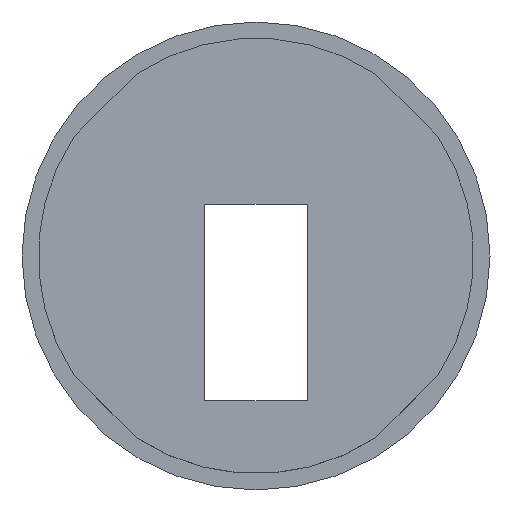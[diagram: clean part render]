
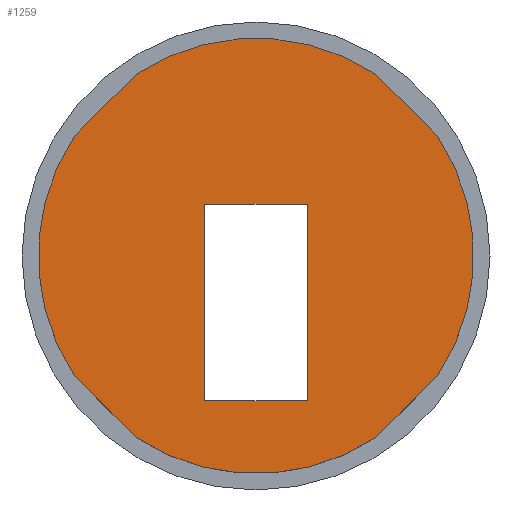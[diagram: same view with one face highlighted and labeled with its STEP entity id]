
A CAD part, top view. The second image highlights one B-rep face of the part: STEP entity #1259.
In plain terms, the highlighted planar face has unit normal (0, 0, 1).
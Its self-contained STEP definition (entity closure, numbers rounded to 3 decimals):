
#54=FACE_BOUND('',#251,.T.);
#107=PLANE('',#1395);
#168=FACE_OUTER_BOUND('',#250,.T.);
#250=EDGE_LOOP('',(#1017,#1018,#1019,#1020,#1021,#1022,#1023,#1024));
#251=EDGE_LOOP('',(#1025,#1026,#1027,#1028));
#320=LINE('',#2037,#421);
#334=LINE('',#2095,#435);
#338=LINE('',#2104,#439);
#342=LINE('',#2116,#443);
#346=LINE('',#2128,#447);
#350=LINE('',#2140,#451);
#352=LINE('',#2146,#453);
#353=LINE('',#2147,#454);
#421=VECTOR('',#1579,10.);
#435=VECTOR('',#1635,10.);
#439=VECTOR('',#1641,10.);
#443=VECTOR('',#1653,10.);
#447=VECTOR('',#1665,10.);
#451=VECTOR('',#1677,10.);
#453=VECTOR('',#1687,10.);
#454=VECTOR('',#1688,10.);
#528=CIRCLE('',#1382,46.5);
#530=CIRCLE('',#1386,46.5);
#532=CIRCLE('',#1390,46.5);
#534=CIRCLE('',#1394,46.5);
#601=VERTEX_POINT('',#2034);
#602=VERTEX_POINT('',#2036);
#616=VERTEX_POINT('',#2092);
#617=VERTEX_POINT('',#2094);
#620=VERTEX_POINT('',#2101);
#621=VERTEX_POINT('',#2103);
#623=VERTEX_POINT('',#2109);
#625=VERTEX_POINT('',#2115);
#627=VERTEX_POINT('',#2121);
#629=VERTEX_POINT('',#2127);
#631=VERTEX_POINT('',#2133);
#633=VERTEX_POINT('',#2139);
#728=EDGE_CURVE('',#602,#601,#320,.T.);
#752=EDGE_CURVE('',#617,#616,#334,.T.);
#756=EDGE_CURVE('',#621,#620,#338,.T.);
#759=EDGE_CURVE('',#623,#621,#528,.T.);
#762=EDGE_CURVE('',#625,#623,#342,.T.);
#765=EDGE_CURVE('',#627,#625,#530,.T.);
#768=EDGE_CURVE('',#629,#627,#346,.T.);
#771=EDGE_CURVE('',#631,#629,#532,.T.);
#774=EDGE_CURVE('',#633,#631,#350,.T.);
#777=EDGE_CURVE('',#620,#633,#534,.T.);
#778=EDGE_CURVE('',#601,#617,#352,.T.);
#779=EDGE_CURVE('',#616,#602,#353,.T.);
#1017=ORIENTED_EDGE('',*,*,#777,.T.);
#1018=ORIENTED_EDGE('',*,*,#774,.T.);
#1019=ORIENTED_EDGE('',*,*,#771,.T.);
#1020=ORIENTED_EDGE('',*,*,#768,.T.);
#1021=ORIENTED_EDGE('',*,*,#765,.T.);
#1022=ORIENTED_EDGE('',*,*,#762,.T.);
#1023=ORIENTED_EDGE('',*,*,#759,.T.);
#1024=ORIENTED_EDGE('',*,*,#756,.T.);
#1025=ORIENTED_EDGE('',*,*,#778,.T.);
#1026=ORIENTED_EDGE('',*,*,#752,.T.);
#1027=ORIENTED_EDGE('',*,*,#779,.T.);
#1028=ORIENTED_EDGE('',*,*,#728,.T.);
#1259=ADVANCED_FACE('',(#168,#54),#107,.T.);
#1382=AXIS2_PLACEMENT_3D('',#2110,#1647,#1648);
#1386=AXIS2_PLACEMENT_3D('',#2122,#1659,#1660);
#1390=AXIS2_PLACEMENT_3D('',#2134,#1671,#1672);
#1394=AXIS2_PLACEMENT_3D('',#2144,#1683,#1684);
#1395=AXIS2_PLACEMENT_3D('',#2145,#1685,#1686);
#1579=DIRECTION('',(-1.,0.,0.));
#1635=DIRECTION('',(1.,0.,0.));
#1641=DIRECTION('',(0.707,0.707,0.));
#1647=DIRECTION('center_axis',(0.,0.,1.));
#1648=DIRECTION('ref_axis',(1.,0.,0.));
#1653=DIRECTION('',(0.707,-0.707,0.));
#1659=DIRECTION('center_axis',(0.,0.,1.));
#1660=DIRECTION('ref_axis',(1.,0.,0.));
#1665=DIRECTION('',(-0.707,-0.707,0.));
#1671=DIRECTION('center_axis',(0.,0.,1.));
#1672=DIRECTION('ref_axis',(1.,0.,0.));
#1677=DIRECTION('',(-0.707,0.707,0.));
#1683=DIRECTION('center_axis',(0.,0.,1.));
#1684=DIRECTION('ref_axis',(1.,0.,0.));
#1685=DIRECTION('center_axis',(0.,0.,1.));
#1686=DIRECTION('ref_axis',(1.,0.,0.));
#1687=DIRECTION('',(0.,1.,0.));
#1688=DIRECTION('',(0.,-1.,0.));
#2034=CARTESIAN_POINT('',(-11.,-31.,46.));
#2036=CARTESIAN_POINT('',(11.,-31.,46.));
#2037=CARTESIAN_POINT('',(11.,-31.,46.));
#2092=CARTESIAN_POINT('',(11.,11.,46.));
#2094=CARTESIAN_POINT('',(-11.,11.,46.));
#2095=CARTESIAN_POINT('',(-11.,11.,46.));
#2101=CARTESIAN_POINT('',(38.956,-25.391,46.));
#2103=CARTESIAN_POINT('',(25.391,-38.956,46.));
#2104=CARTESIAN_POINT('',(25.391,-38.956,46.));
#2109=CARTESIAN_POINT('',(-25.391,-38.956,46.));
#2110=CARTESIAN_POINT('Origin',(0.,0.,46.));
#2115=CARTESIAN_POINT('',(-38.956,-25.391,46.));
#2116=CARTESIAN_POINT('',(-38.956,-25.391,46.));
#2121=CARTESIAN_POINT('',(-38.956,25.391,46.));
#2122=CARTESIAN_POINT('Origin',(0.,0.,46.));
#2127=CARTESIAN_POINT('',(-25.391,38.956,46.));
#2128=CARTESIAN_POINT('',(-25.391,38.956,46.));
#2133=CARTESIAN_POINT('',(25.391,38.956,46.));
#2134=CARTESIAN_POINT('Origin',(0.,0.,46.));
#2139=CARTESIAN_POINT('',(38.956,25.391,46.));
#2140=CARTESIAN_POINT('',(38.956,25.391,46.));
#2144=CARTESIAN_POINT('Origin',(0.,0.,46.));
#2145=CARTESIAN_POINT('Origin',(0.,0.,46.));
#2146=CARTESIAN_POINT('',(-11.,-31.,46.));
#2147=CARTESIAN_POINT('',(11.,11.,46.));
